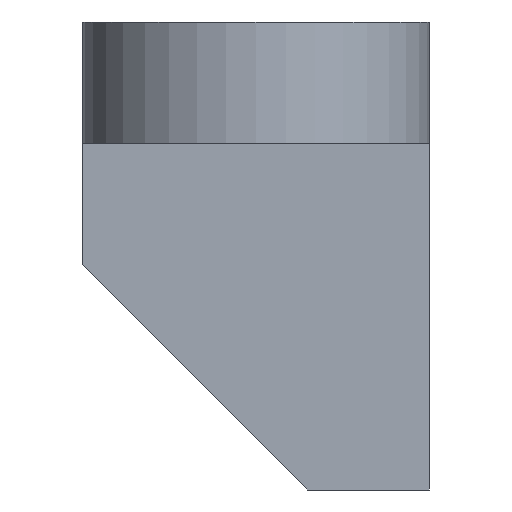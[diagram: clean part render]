
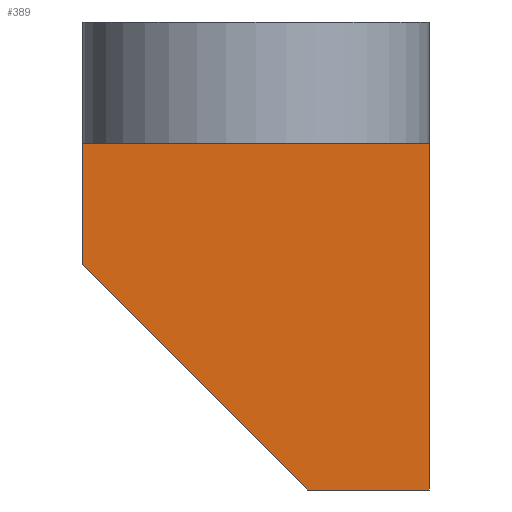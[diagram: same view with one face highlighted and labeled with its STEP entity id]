
A CAD part, left-side view. The second image highlights one B-rep face of the part: STEP entity #389.
In plain terms, the highlighted planar face has unit normal (-1, 0, 0).
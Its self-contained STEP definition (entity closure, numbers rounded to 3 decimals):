
#33=PLANE('',#444);
#53=FACE_OUTER_BOUND('',#77,.T.);
#77=EDGE_LOOP('',(#340,#341,#342,#343,#344));
#99=LINE('',#594,#139);
#105=LINE('',#606,#145);
#110=LINE('',#618,#150);
#121=LINE('',#654,#161);
#122=LINE('',#655,#162);
#139=VECTOR('',#482,10.);
#145=VECTOR('',#490,10.);
#150=VECTOR('',#501,10.);
#161=VECTOR('',#544,10.);
#162=VECTOR('',#545,10.);
#191=VERTEX_POINT('',#591);
#192=VERTEX_POINT('',#593);
#197=VERTEX_POINT('',#605);
#201=VERTEX_POINT('',#617);
#210=VERTEX_POINT('',#653);
#229=EDGE_CURVE('',#191,#192,#99,.T.);
#235=EDGE_CURVE('',#197,#191,#105,.T.);
#241=EDGE_CURVE('',#201,#192,#110,.T.);
#259=EDGE_CURVE('',#210,#197,#121,.T.);
#260=EDGE_CURVE('',#210,#201,#122,.T.);
#340=ORIENTED_EDGE('',*,*,#235,.F.);
#341=ORIENTED_EDGE('',*,*,#259,.F.);
#342=ORIENTED_EDGE('',*,*,#260,.T.);
#343=ORIENTED_EDGE('',*,*,#241,.T.);
#344=ORIENTED_EDGE('',*,*,#229,.F.);
#389=ADVANCED_FACE('',(#53),#33,.T.);
#444=AXIS2_PLACEMENT_3D('',#652,#542,#543);
#482=DIRECTION('',(0.,0.,1.));
#490=DIRECTION('',(0.,0.707,0.707));
#501=DIRECTION('',(0.,1.,0.));
#542=DIRECTION('center_axis',(-1.,0.,0.));
#543=DIRECTION('ref_axis',(0.,0.,1.));
#544=DIRECTION('',(0.,1.,0.));
#545=DIRECTION('',(0.,0.,1.));
#591=CARTESIAN_POINT('',(-54.5,20.,-2.3));
#593=CARTESIAN_POINT('',(-54.5,20.,4.7));
#594=CARTESIAN_POINT('',(-54.5,20.,-15.3));
#605=CARTESIAN_POINT('',(-54.5,7.,-15.3));
#606=CARTESIAN_POINT('',(-54.5,8.5,-13.8));
#617=CARTESIAN_POINT('',(-54.5,0.,4.7));
#618=CARTESIAN_POINT('',(-54.5,0.,4.7));
#652=CARTESIAN_POINT('Origin',(-54.5,0.,-15.3));
#653=CARTESIAN_POINT('',(-54.5,0.,-15.3));
#654=CARTESIAN_POINT('',(-54.5,0.,-15.3));
#655=CARTESIAN_POINT('',(-54.5,0.,-15.3));
